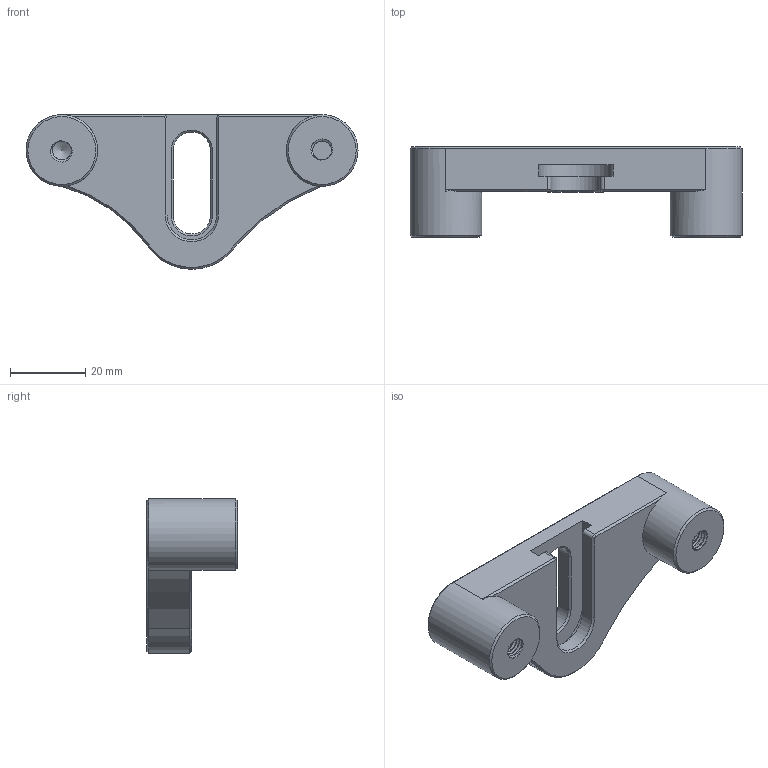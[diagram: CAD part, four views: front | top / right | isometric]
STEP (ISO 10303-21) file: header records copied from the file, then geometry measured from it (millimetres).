
FILE_DESCRIPTION(/* description */ (''),/* implementation_level */ '2;1');
FILE_NAME(/* name */ 'Ducati Adjustible Gastank Bracket.step',/* time_stamp */ '2020-09-16T20:41:04-07:00',/* author */ (''),/* organization */ (''),/* preprocessor_version */ 'ST-DEVELOPER v18.1',/* originating_system */ 'Autodesk Translation Framework v9.3.0.1241',/* authorisation */ '');
FILE_SCHEMA (('AUTOMOTIVE_DESIGN { 1 0 10303 214 3 1 1 }'));
Length unit declared in the file: millimetre
Products named in the file (1): Ducati Adjustible Gastank Bracket
Bounding box: 88 x 23.9 x 41 mm (x, y, z)
Volume: 28954.5 mm3; surface area: 10109.2 mm2
Topology: 1 solids, 1 shells, 119 faces, 323 edges, 207 vertices
Faces by surface type: cylinder 73, plane 24, cone 18, bspline 4
Full cylindrical faces by diameter (mm): 5.035 x13, 6.147 x12, 19 x2
Entity records: 7581 total; most frequent: CARTESIAN_POINT 4800, ORIENTED_EDGE 644, DIRECTION 468, EDGE_CURVE 322, VERTEX_POINT 207, AXIS2_PLACEMENT_3D 171, B_SPLINE_CURVE_WITH_KNOTS 141, LINE 126
